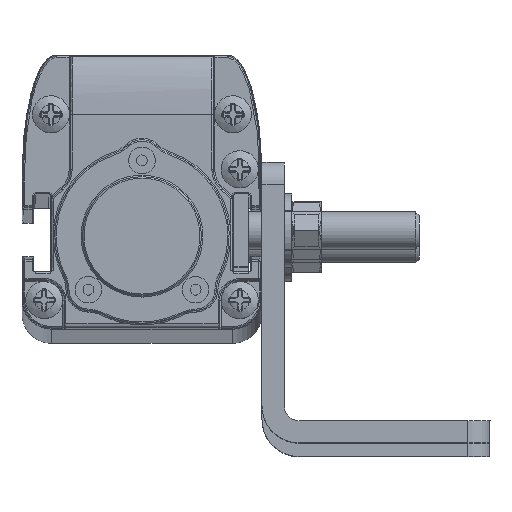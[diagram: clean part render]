
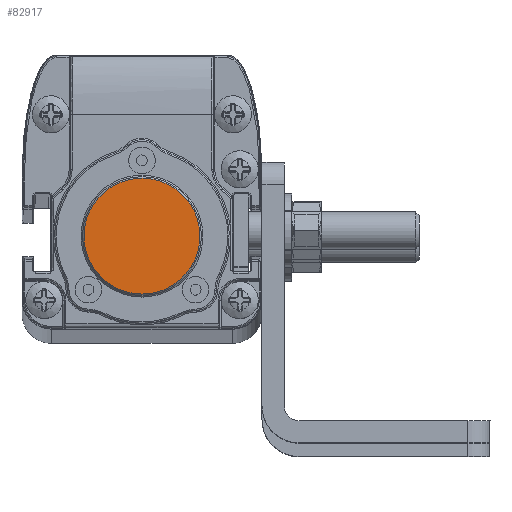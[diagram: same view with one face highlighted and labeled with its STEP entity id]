
A CAD part, top view. The second image highlights one B-rep face of the part: STEP entity #82917.
In plain terms, the highlighted planar face has unit normal (0, 0, 1).
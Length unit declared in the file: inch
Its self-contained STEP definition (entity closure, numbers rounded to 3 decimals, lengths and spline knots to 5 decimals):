
#2801 = EDGE_LOOP ( 'NONE', ( #50660, #90508 ) ) ;
#4317 = CARTESIAN_POINT ( 'NONE',  ( -0.29909, 0.08038, 44.61583 ) ) ;
#5591 = CARTESIAN_POINT ( 'NONE',  ( -0.24557, 0.18872, 44.61583 ) ) ;
#5750 = DIRECTION ( 'NONE',  ( 0., 0., 1. ) ) ;
#10961 = B_SPLINE_CURVE_WITH_KNOTS ( 'NONE', 3,
 ( #70141, #40583, #77731, #34217, #41223, #12668, #62539, #85041, #85356, #40896, #63463, #19977, #27255, #26325, #63769, #47894, #91692, #77105 ),
 .UNSPECIFIED., .F., .F.,
 ( 4, 2, 2, 2, 2, 2, 2, 2, 4 ),
 ( 0., 0.125, 0.25, 0.375, 0.5, 0.625, 0.75, 0.875, 1. ),
 .UNSPECIFIED. ) ;
#12668 = CARTESIAN_POINT ( 'NONE',  ( 0.24557, 0.18872, 44.61583 ) ) ;
#14967 = VERTEX_POINT ( 'NONE', #41522 ) ;
#18930 = CARTESIAN_POINT ( 'NONE',  ( 0., -0.30709, 44.61583 ) ) ;
#19567 = CARTESIAN_POINT ( 'NONE',  ( -0.26833, -0.15465, 44.61583 ) ) ;
#19977 = CARTESIAN_POINT ( 'NONE',  ( 0.26833, -0.15465, 44.61583 ) ) ;
#20167 = CARTESIAN_POINT ( 'NONE',  ( -0.18872, -0.24557, 44.61583 ) ) ;
#25150 = VERTEX_POINT ( 'NONE', #28165 ) ;
#25907 = CARTESIAN_POINT ( 'NONE',  ( -0.30709, 0.0402, 44.61583 ) ) ;
#26214 = CARTESIAN_POINT ( 'NONE',  ( -0.18872, 0.24557, 44.61583 ) ) ;
#26325 = CARTESIAN_POINT ( 'NONE',  ( 0.18872, -0.24557, 44.61583 ) ) ;
#27255 = CARTESIAN_POINT ( 'NONE',  ( 0.24557, -0.18872, 44.61583 ) ) ;
#28165 = CARTESIAN_POINT ( 'NONE',  ( 0., 0.30709, 44.61583 ) ) ;
#29637 = B_SPLINE_CURVE_WITH_KNOTS ( 'NONE', 3,
 ( #18930, #41413, #63656, #33480, #20167, #40467, #19567, #84308, #91274, #25907, #4317, #40780, #5591, #26214, #69725, #84931, #91579, #48116 ),
 .UNSPECIFIED., .F., .F.,
 ( 4, 2, 2, 2, 2, 2, 2, 2, 4 ),
 ( 0., 0.125, 0.25, 0.375, 0.5, 0.625, 0.75, 0.875, 1. ),
 .UNSPECIFIED. ) ;
#33146 = EDGE_CURVE ( 'NONE', #14967, #25150, #29637, .T. ) ;
#33480 = CARTESIAN_POINT ( 'NONE',  ( -0.15465, -0.26833, 44.61583 ) ) ;
#34217 = CARTESIAN_POINT ( 'NONE',  ( 0.15465, 0.26833, 44.61583 ) ) ;
#40467 = CARTESIAN_POINT ( 'NONE',  ( -0.24557, -0.18872, 44.61583 ) ) ;
#40583 = CARTESIAN_POINT ( 'NONE',  ( 0.0402, 0.30709, 44.61583 ) ) ;
#40780 = CARTESIAN_POINT ( 'NONE',  ( -0.26833, 0.15465, 44.61583 ) ) ;
#40896 = CARTESIAN_POINT ( 'NONE',  ( 0.30709, -0.0402, 44.61583 ) ) ;
#41223 = CARTESIAN_POINT ( 'NONE',  ( 0.18872, 0.24557, 44.61583 ) ) ;
#41413 = CARTESIAN_POINT ( 'NONE',  ( -0.0402, -0.30709, 44.61583 ) ) ;
#41522 = CARTESIAN_POINT ( 'NONE',  ( 0., -0.30709, 44.61583 ) ) ;
#44630 = AXIS2_PLACEMENT_3D ( 'NONE', #77773, #5750, #92678 ) ;
#47894 = CARTESIAN_POINT ( 'NONE',  ( 0.08038, -0.29909, 44.61583 ) ) ;
#48116 = CARTESIAN_POINT ( 'NONE',  ( 0., 0.30709, 44.61583 ) ) ;
#50660 = ORIENTED_EDGE ( 'NONE', *, *, #71139, .F. ) ;
#62539 = CARTESIAN_POINT ( 'NONE',  ( 0.26833, 0.15465, 44.61583 ) ) ;
#63463 = CARTESIAN_POINT ( 'NONE',  ( 0.29909, -0.08038, 44.61583 ) ) ;
#63656 = CARTESIAN_POINT ( 'NONE',  ( -0.08038, -0.29909, 44.61583 ) ) ;
#63769 = CARTESIAN_POINT ( 'NONE',  ( 0.15465, -0.26833, 44.61583 ) ) ;
#69725 = CARTESIAN_POINT ( 'NONE',  ( -0.15465, 0.26833, 44.61583 ) ) ;
#70141 = CARTESIAN_POINT ( 'NONE',  ( 0., 0.30709, 44.61583 ) ) ;
#71139 = EDGE_CURVE ( 'NONE', #25150, #14967, #10961, .T. ) ;
#77105 = CARTESIAN_POINT ( 'NONE',  ( 0., -0.30709, 44.61583 ) ) ;
#77731 = CARTESIAN_POINT ( 'NONE',  ( 0.08038, 0.29909, 44.61583 ) ) ;
#77773 = CARTESIAN_POINT ( 'NONE',  ( -0.61417, -0.53189, 44.61583 ) ) ;
#82917 = ADVANCED_FACE ( 'NONE', ( #90660 ), #91734, .T. ) ;
#84308 = CARTESIAN_POINT ( 'NONE',  ( -0.29909, -0.08038, 44.61583 ) ) ;
#84931 = CARTESIAN_POINT ( 'NONE',  ( -0.08038, 0.29909, 44.61583 ) ) ;
#85041 = CARTESIAN_POINT ( 'NONE',  ( 0.29909, 0.08038, 44.61583 ) ) ;
#85356 = CARTESIAN_POINT ( 'NONE',  ( 0.30709, 0.0402, 44.61583 ) ) ;
#90508 = ORIENTED_EDGE ( 'NONE', *, *, #33146, .F. ) ;
#90660 = FACE_OUTER_BOUND ( 'NONE', #2801, .T. ) ;
#91274 = CARTESIAN_POINT ( 'NONE',  ( -0.30709, -0.0402, 44.61583 ) ) ;
#91579 = CARTESIAN_POINT ( 'NONE',  ( -0.0402, 0.30709, 44.61583 ) ) ;
#91692 = CARTESIAN_POINT ( 'NONE',  ( 0.0402, -0.30709, 44.61583 ) ) ;
#91734 = PLANE ( 'NONE',  #44630 ) ;
#92678 = DIRECTION ( 'NONE',  ( 1., 0., 0. ) ) ;
